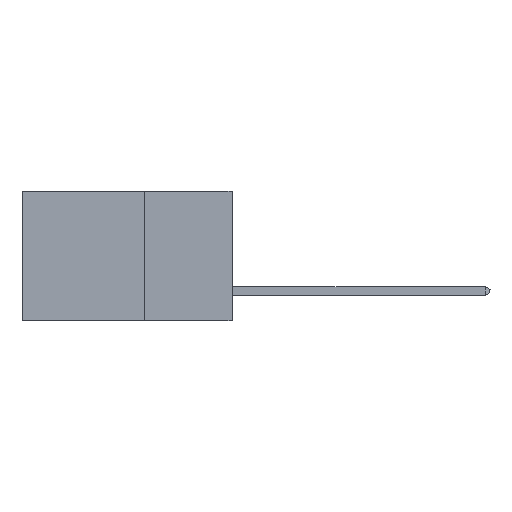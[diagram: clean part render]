
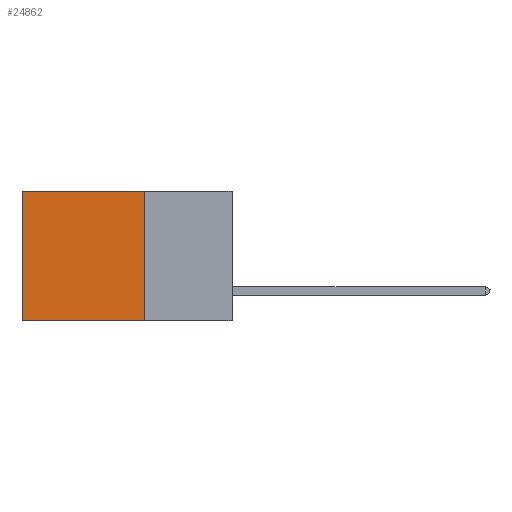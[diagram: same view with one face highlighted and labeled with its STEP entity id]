
A CAD part, left-side view. The second image highlights one B-rep face of the part: STEP entity #24862.
In plain terms, the highlighted planar face has unit normal (-1, 0, 0).
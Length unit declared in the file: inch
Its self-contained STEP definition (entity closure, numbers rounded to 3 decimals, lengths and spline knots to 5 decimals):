
#532 = VERTEX_POINT ( 'NONE', #35761 ) ;
#990 = VECTOR ( 'NONE', #13117, 39.37008 ) ;
#1447 = ORIENTED_EDGE ( 'NONE', *, *, #25219, .T. ) ;
#2831 = VECTOR ( 'NONE', #36689, 39.37008 ) ;
#3245 = CARTESIAN_POINT ( 'NONE',  ( 0.2875, 0.25, 0. ) ) ;
#4214 = FACE_OUTER_BOUND ( 'NONE', #27105, .T. ) ;
#5524 = CARTESIAN_POINT ( 'NONE',  ( 0.2875, 0.6, 0. ) ) ;
#6500 = DIRECTION ( 'NONE',  ( 1., 0., 0. ) ) ;
#10021 = DIRECTION ( 'NONE',  ( 0., 0., -1. ) ) ;
#10022 = CARTESIAN_POINT ( 'NONE',  ( 0.2875, 0.25, 0. ) ) ;
#11550 = LINE ( 'NONE', #5524, #2831 ) ;
#13117 = DIRECTION ( 'NONE',  ( 0., 1., 0. ) ) ;
#14490 = VERTEX_POINT ( 'NONE', #16820 ) ;
#16820 = CARTESIAN_POINT ( 'NONE',  ( 0.2875, 0.25, -0.37 ) ) ;
#17712 = ORIENTED_EDGE ( 'NONE', *, *, #33142, .F. ) ;
#18780 = ORIENTED_EDGE ( 'NONE', *, *, #32849, .F. ) ;
#19507 = ORIENTED_EDGE ( 'NONE', *, *, #22666, .T. ) ;
#20238 = LINE ( 'NONE', #25802, #36660 ) ;
#21311 = VERTEX_POINT ( 'NONE', #39510 ) ;
#22666 = EDGE_CURVE ( 'NONE', #21311, #532, #33857, .T. ) ;
#24862 = ADVANCED_FACE ( 'NONE', ( #4214 ), #28229, .F. ) ;
#24989 = DIRECTION ( 'NONE',  ( 0., 0., -1. ) ) ;
#25219 = EDGE_CURVE ( 'NONE', #532, #29816, #11550, .T. ) ;
#25802 = CARTESIAN_POINT ( 'NONE',  ( 0.2875, 0.25, 0. ) ) ;
#27077 = VECTOR ( 'NONE', #30662, 39.37008 ) ;
#27105 = EDGE_LOOP ( 'NONE', ( #1447, #18780, #17712, #19507 ) ) ;
#28229 = PLANE ( 'NONE',  #28535 ) ;
#28535 = AXIS2_PLACEMENT_3D ( 'NONE', #3245, #6500, #24989 ) ;
#29816 = VERTEX_POINT ( 'NONE', #30324 ) ;
#30324 = CARTESIAN_POINT ( 'NONE',  ( 0.2875, 0.6, -0.37 ) ) ;
#30662 = DIRECTION ( 'NONE',  ( 0., 1., 0. ) ) ;
#32849 = EDGE_CURVE ( 'NONE', #14490, #29816, #35256, .T. ) ;
#33142 = EDGE_CURVE ( 'NONE', #21311, #14490, #20238, .T. ) ;
#33857 = LINE ( 'NONE', #10022, #990 ) ;
#35256 = LINE ( 'NONE', #39587, #27077 ) ;
#35761 = CARTESIAN_POINT ( 'NONE',  ( 0.2875, 0.6, 0. ) ) ;
#36660 = VECTOR ( 'NONE', #10021, 39.37008 ) ;
#36689 = DIRECTION ( 'NONE',  ( 0., 0., -1. ) ) ;
#39510 = CARTESIAN_POINT ( 'NONE',  ( 0.2875, 0.25, 0. ) ) ;
#39587 = CARTESIAN_POINT ( 'NONE',  ( 0.2875, 0.25, -0.37 ) ) ;
